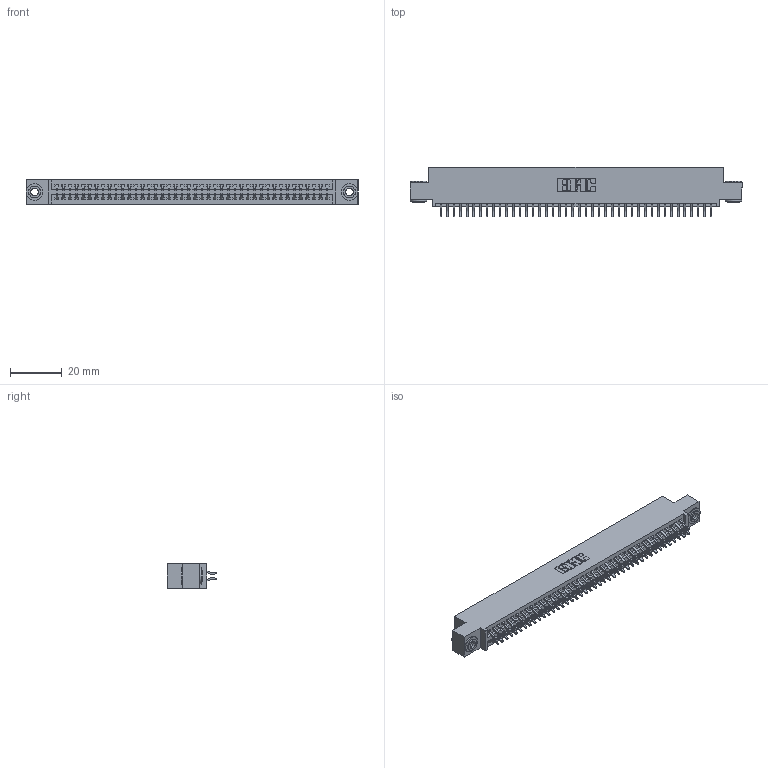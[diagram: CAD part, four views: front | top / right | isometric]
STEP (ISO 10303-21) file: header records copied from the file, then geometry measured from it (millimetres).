
FILE_DESCRIPTION (( 'STEP AP203' ), '1' );
FILE_NAME ('395-084-556-503.STEP', '2019-10-25T10:15:01', ( '' ), ( '' ), 'SwSTEP 2.0', 'SolidWorks 2016', '' );
FILE_SCHEMA (( 'CONFIG_CONTROL_DESIGN' ));
Length unit declared in the file: inch
Products named in the file (4): 345 Part_0.110 Offset - 0.156 Dia-TH; 345-292-001_556 Tail; 345-250-002_345-250-002-102; 395-084-556-503
Assembly tree (87 placements, depth 2):
  395-084-556-503
    345 Part_0.110 Offset - 0.156 Dia-TH
    345-292-001_556 Tail  x84
    345-250-002_345-250-002-102  x2
Bounding box: 127.89 x 19.24 x 9.4 mm (x, y, z)
Volume: 12366 mm3; surface area: 18503.2 mm2
Topology: 87 solids, 87 shells, 4872 faces, 14457 edges, 9522 vertices
Faces by surface type: plane 3202, cylinder 1662, cone 8
Entity records: 33956 total; most frequent: CARTESIAN_POINT 5683, ORIENTED_EDGE 5598, DIRECTION 5029, EDGE_CURVE 2799, LINE 2467, VECTOR 2467, VERTEX_POINT 1862, AXIS2_PLACEMENT_3D 1281
